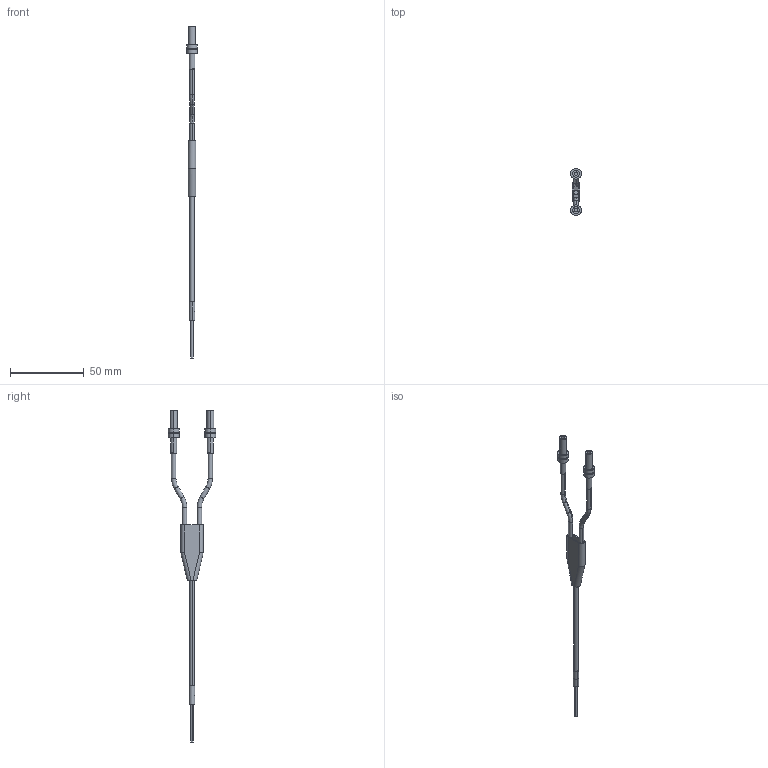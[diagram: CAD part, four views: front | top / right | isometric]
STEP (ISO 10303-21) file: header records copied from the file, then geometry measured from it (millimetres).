
FILE_DESCRIPTION((''),'2;1');
FILE_NAME('193319_ASM','2016-02-10T',('pdmadmin'),(''),'PRO/ENGINEER BY PARAMETRIC TECHNOLOGY CORPORATION, 2013230','PRO/ENGINEER BY PARAMETRIC TECHNOLOGY CORPORATION, 2013230','');
FILE_SCHEMA(('CONFIG_CONTROL_DESIGN'));
Length unit declared in the file: inch
Products named in the file (8): SHRINK_TUBE_3X-12_X_1-5; PVC_12_CURVED; PVC_12_STRAIGHT_; GFF_UT_-50_X_-15_OD_-06_ID; PROBE_-06_X_1-0; TERMINUS_NO_COLLAR; 21101_ASM; 193319_ASM
Assembly tree (9 placements, depth 3):
  193319_ASM
    21101_ASM
      SHRINK_TUBE_3X-12_X_1-5
      PVC_12_CURVED  x2
      PVC_12_STRAIGHT_
      GFF_UT_-50_X_-15_OD_-06_ID
      PROBE_-06_X_1-0
      TERMINUS_NO_COLLAR  x2
Bounding box: 7.37 x 32.17 x 225.22 mm (x, y, z)
Volume: 3908.2 mm3; surface area: 5806.3 mm2
Topology: 8 solids, 8 shells, 104 faces, 212 edges, 134 vertices
Faces by surface type: cylinder 56, plane 38, torus 8, cone 2
Entity records: 2253 total; most frequent: DIRECTION 420, CARTESIAN_POINT 399, ORIENTED_EDGE 300, AXIS2_PLACEMENT_3D 176, EDGE_CURVE 150, VERTEX_POINT 94, EDGE_LOOP 84, CIRCLE 78
